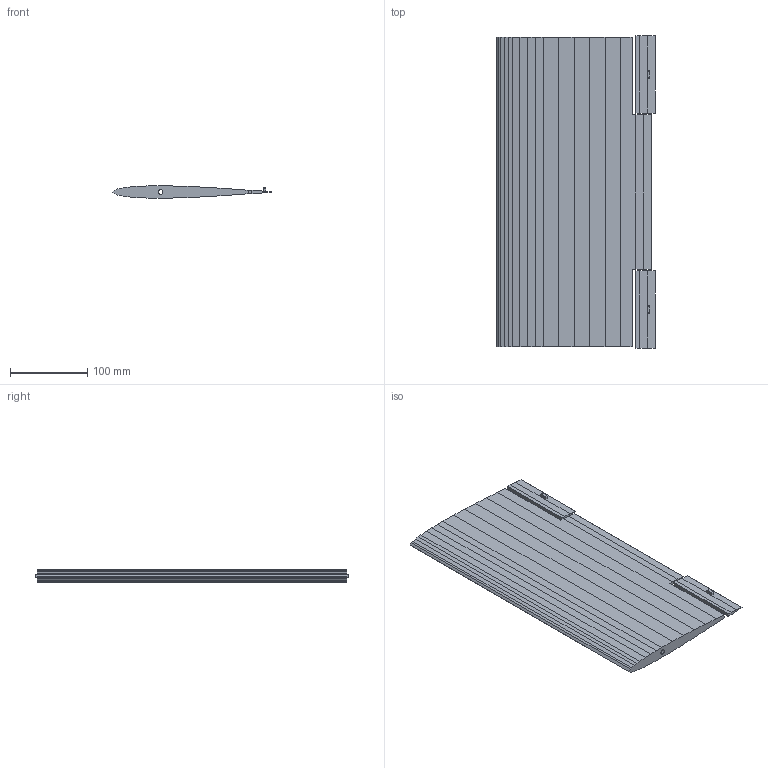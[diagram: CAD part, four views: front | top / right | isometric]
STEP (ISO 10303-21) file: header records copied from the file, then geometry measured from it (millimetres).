
FILE_DESCRIPTION(('FreeCAD Model'),'2;1');
FILE_NAME('Open CASCADE Shape Model','2025-12-10T12:45:00',('Author'),( ''),'Open CASCADE STEP processor 7.8','FreeCAD','Unknown');
FILE_SCHEMA(('AUTOMOTIVE_DESIGN { 1 0 10303 214 1 1 1 1 }'));
Length unit declared in the file: millimetre
Products named in the file (4): elevator; trim_left; Stab; trim_right
Assembly tree (3 placements, depth 2):
  elevator
    trim_left
    Stab
    trim_right
Bounding box: 205 x 404 x 16 mm (x, y, z)
Volume: 861177.1 mm3; surface area: 175921.7 mm2
Topology: 3 solids, 3 shells, 78 faces, 212 edges, 140 vertices
Faces by surface type: plane 36, bspline 35, cylinder 7
Full cylindrical faces by diameter (mm): 2 x2, 6.1 x1
Entity records: 2604 total; most frequent: CARTESIAN_POINT 763, ORIENTED_EDGE 424, DIRECTION 249, EDGE_CURVE 212, VERTEX_POINT 140, LINE 127, VECTOR 127, FACE_BOUND 84
